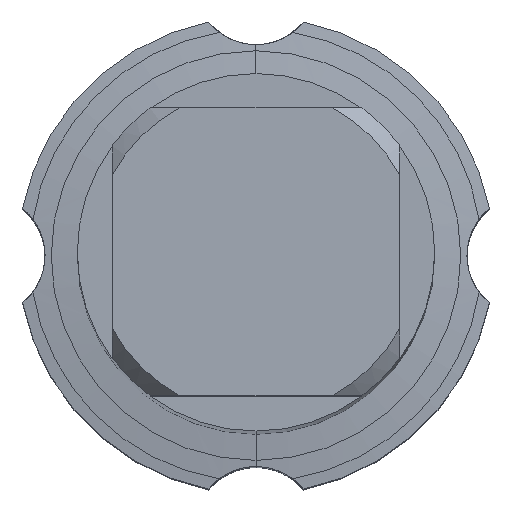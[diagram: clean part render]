
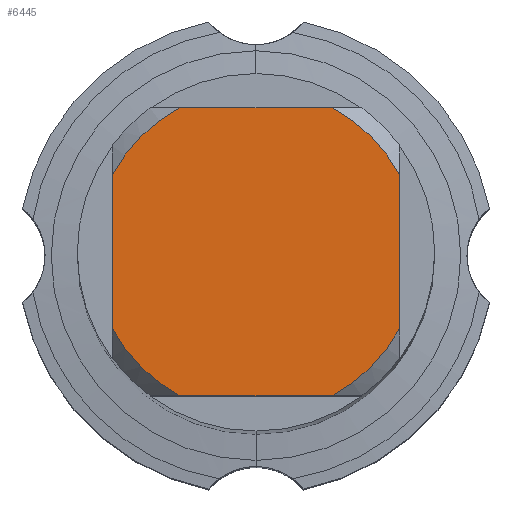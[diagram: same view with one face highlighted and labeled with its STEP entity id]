
A CAD part, top view. The second image highlights one B-rep face of the part: STEP entity #6445.
In plain terms, the highlighted planar face has unit normal (0, 0, 1).
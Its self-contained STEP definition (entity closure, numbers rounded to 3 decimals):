
#3159=EDGE_CURVE('',#8539,#8239,#9273,.T.);
#3307=EDGE_CURVE('',#5449,#6655,#9439,.T.);
#3431=VERTEX_POINT('',#9574);
#3707=EDGE_CURVE('',#3431,#6655,#9868,.T.);
#5233=VERTEX_POINT('',#11524);
#5449=VERTEX_POINT('',#11758);
#5747=VERTEX_POINT('',#12082);
#5945=EDGE_CURVE('',#8539,#5747,#12302,.T.);
#6393=VERTEX_POINT('',#12791);
#6445=ADVANCED_FACE('',(#12849),#12850,.T.);
#6655=VERTEX_POINT('',#13076);
#6791=EDGE_CURVE('',#6393,#5747,#13220,.T.);
#7045=EDGE_CURVE('',#5449,#5233,#13489,.T.);
#8017=EDGE_CURVE('',#3431,#8239,#14558,.T.);
#8239=VERTEX_POINT('',#14799);
#8539=VERTEX_POINT('',#15116);
#8795=EDGE_CURVE('',#6393,#5233,#15389,.T.);
#9273=LINE('',#16237,#16238);
#9439=CIRCLE('',#16699,8.2);
#9574=CARTESIAN_POINT('',(7.25,-3.831,0.0));
#9868=LINE('',#18479,#18480);
#11524=CARTESIAN_POINT('',(-3.831,7.25,0.0));
#11758=CARTESIAN_POINT('',(3.831,7.25,0.0));
#12082=CARTESIAN_POINT('',(-7.25,-3.831,0.0));
#12302=CIRCLE('',#28705,8.2);
#12791=CARTESIAN_POINT('',(-7.25,3.831,0.0));
#12849=FACE_OUTER_BOUND('',#31272,.T.);
#12850=PLANE('',#31273);
#13076=CARTESIAN_POINT('',(7.25,3.831,0.0));
#13220=LINE('',#32732,#32733);
#13489=LINE('',#33795,#33796);
#14558=CIRCLE('',#38284,8.2);
#14799=CARTESIAN_POINT('',(3.831,-7.25,0.0));
#15116=CARTESIAN_POINT('',(-3.831,-7.25,0.0));
#15389=CIRCLE('',#41696,8.2);
#16237=CARTESIAN_POINT('',(0.0,-7.25,0.0));
#16238=VECTOR('',#43384,1.0);
#16699=AXIS2_PLACEMENT_3D('',#43567,#43568,#43569);
#18479=CARTESIAN_POINT('',(7.25,2.05,0.0));
#18480=VECTOR('',#43940,1.0);
#28705=AXIS2_PLACEMENT_3D('',#46726,#46727,#46728);
#31272=EDGE_LOOP('',(#47485,#47486,#47487,#47488,#47489,#47490,#47491,#47492));
#31273=AXIS2_PLACEMENT_3D('',#47493,#47494,#47495);
#32732=CARTESIAN_POINT('',(-7.25,2.05,0.0));
#32733=VECTOR('',#47804,1.0);
#33795=CARTESIAN_POINT('',(0.0,7.25,0.0));
#33796=VECTOR('',#48255,1.0);
#38284=AXIS2_PLACEMENT_3D('',#49378,#49379,#49380);
#41696=AXIS2_PLACEMENT_3D('',#50069,#50070,#50071);
#43384=DIRECTION('',(1.0,0.0,0.0));
#43567=CARTESIAN_POINT('',(0.0,0.0,0.0));
#43568=DIRECTION('',(0.0,0.0,-1.0));
#43569=DIRECTION('',(0.0,1.0,0.0));
#43940=DIRECTION('',(-0.0,1.0,0.0));
#46726=CARTESIAN_POINT('',(0.0,0.0,0.0));
#46727=DIRECTION('',(0.0,0.0,-1.0));
#46728=DIRECTION('',(0.0,1.0,0.0));
#47485=ORIENTED_EDGE('',*,*,#6791,.T.);
#47486=ORIENTED_EDGE('',*,*,#5945,.F.);
#47487=ORIENTED_EDGE('',*,*,#3159,.T.);
#47488=ORIENTED_EDGE('',*,*,#8017,.F.);
#47489=ORIENTED_EDGE('',*,*,#3707,.T.);
#47490=ORIENTED_EDGE('',*,*,#3307,.F.);
#47491=ORIENTED_EDGE('',*,*,#7045,.T.);
#47492=ORIENTED_EDGE('',*,*,#8795,.F.);
#47493=CARTESIAN_POINT('',(0.0,4.1,0.0));
#47494=DIRECTION('',(-0.0,0.0,1.0));
#47495=DIRECTION('',(0.0,-1.0,0.0));
#47804=DIRECTION('',(-0.0,-1.0,0.0));
#48255=DIRECTION('',(-1.0,0.0,0.0));
#49378=CARTESIAN_POINT('',(0.0,0.0,0.0));
#49379=DIRECTION('',(0.0,0.0,-1.0));
#49380=DIRECTION('',(0.0,1.0,0.0));
#50069=CARTESIAN_POINT('',(0.0,0.0,0.0));
#50070=DIRECTION('',(0.0,0.0,-1.0));
#50071=DIRECTION('',(0.0,1.0,0.0));
